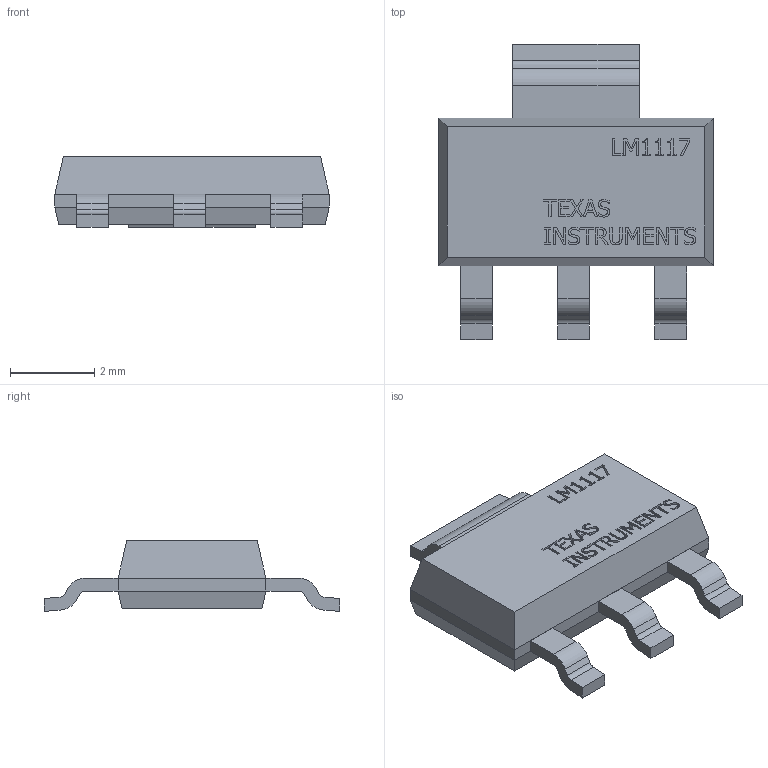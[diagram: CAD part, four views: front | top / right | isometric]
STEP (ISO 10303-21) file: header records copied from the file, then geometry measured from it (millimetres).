
FILE_DESCRIPTION( ( '' ), ' ' );
FILE_NAME( '5aed4bf9effdc210d311a17c.step', '2018-05-05T06:15:21', ( '' ), ( '' ), ' ', ' ', ' ' );
FILE_SCHEMA( ( 'AUTOMOTIVE_DESIGN { 1 0 10303 214 1 1 1 1 }' ) );
Length unit declared in the file: metre
Products named in the file (5): Open CASCADE STEP translator 6.8 5; Open CASCADE STEP translator 6.8 4; Open CASCADE STEP translator 6.8 3; Open CASCADE STEP translator 6.8 2; Open CASCADE STEP translator 6.8 1
Bounding box: 6.5 x 7 x 1.68 mm (x, y, z)
Volume: 37.3 mm3; surface area: 103.9 mm2
Topology: 5 solids, 5 shells, 359 faces, 970 edges, 644 vertices
Faces by surface type: plane 277, extrusion 45, cylinder 31, bspline 6
Entity records: 19361 total; most frequent: CARTESIAN_POINT 2743, ORIENTED_EDGE 1940, DIRECTION 1580, STYLED_ITEM 1329, PRESENTATION_STYLE_ASSIGNMENT 1329, COLOUR_RGB 1329, EDGE_CURVE 970, CURVE_STYLE 970
